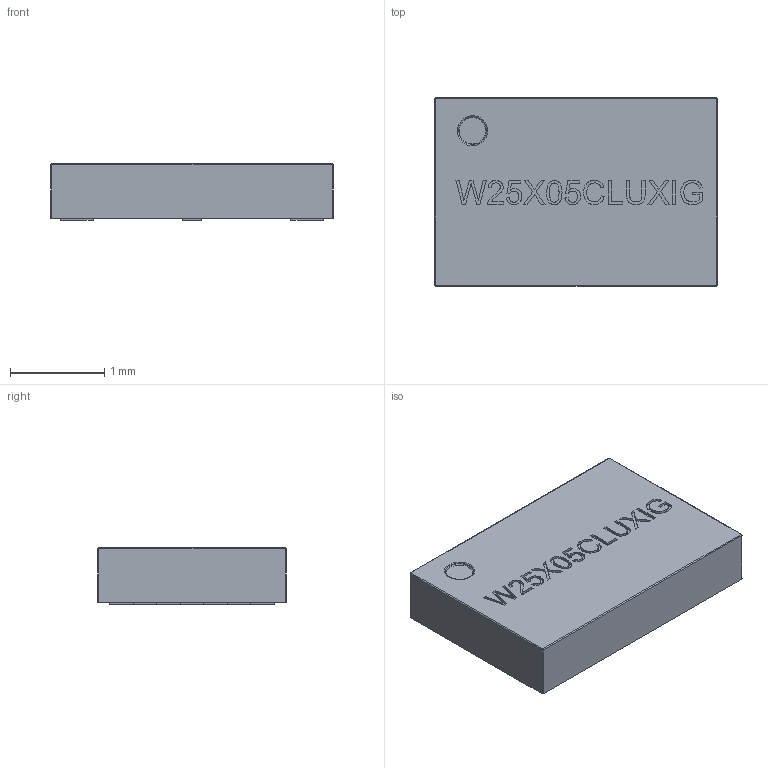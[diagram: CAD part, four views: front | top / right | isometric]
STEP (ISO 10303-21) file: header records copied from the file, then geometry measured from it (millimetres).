
FILE_DESCRIPTION (( 'STEP AP214' ), '1' );
FILE_NAME ('User Library-W25X05CLUXIG.STEP', '2019-05-07T01:14:53', ( '' ), ( '' ), 'SwSTEP 2.0', 'SolidWorks 2019', '' );
FILE_SCHEMA (( 'AUTOMOTIVE_DESIGN' ));
Length unit declared in the file: millimetre
Products named in the file (11): User Library-W25X05CLUXIG_Part_496; User Library-W25X05CLUXIG_Part_553; User Library-W25X05CLUXIG_Part_18370; User Library-W25X05CLUXIG_Part_739; User Library-W25X05CLUXIG; User Library-W25X05CLUXIG_Part_581; User Library-W25X05CLUXIG_Part_609; User Library-W25X05CLUXIG_Part_525; User Library-W25X05CLUXIG_Part_665; User Library-W25X05CLUXIG_Part_740; User Library-W25X05CLUXIG_Part_637
Assembly tree (10 placements, depth 2):
  User Library-W25X05CLUXIG
    User Library-W25X05CLUXIG_Part_496
    User Library-W25X05CLUXIG_Part_525
    User Library-W25X05CLUXIG_Part_553
    User Library-W25X05CLUXIG_Part_581
    User Library-W25X05CLUXIG_Part_609
    User Library-W25X05CLUXIG_Part_637
    User Library-W25X05CLUXIG_Part_665
    User Library-W25X05CLUXIG_Part_740
    User Library-W25X05CLUXIG_Part_739
    User Library-W25X05CLUXIG_Part_18370
Bounding box: 3 x 2 x 0.6 mm (x, y, z)
Volume: 3.5 mm3; surface area: 23.8 mm2
Topology: 10 solids, 10 shells, 354 faces, 925 edges, 610 vertices
Faces by surface type: plane 202, bspline 137, cylinder 15
Entity records: 16389 total; most frequent: CARTESIAN_POINT 4247, ORIENTED_EDGE 1842, DIRECTION 1157, EDGE_CURVE 921, LINE 621, VECTOR 621, VERTEX_POINT 610, UNCERTAINTY_MEASURE_WITH_UNIT 385
